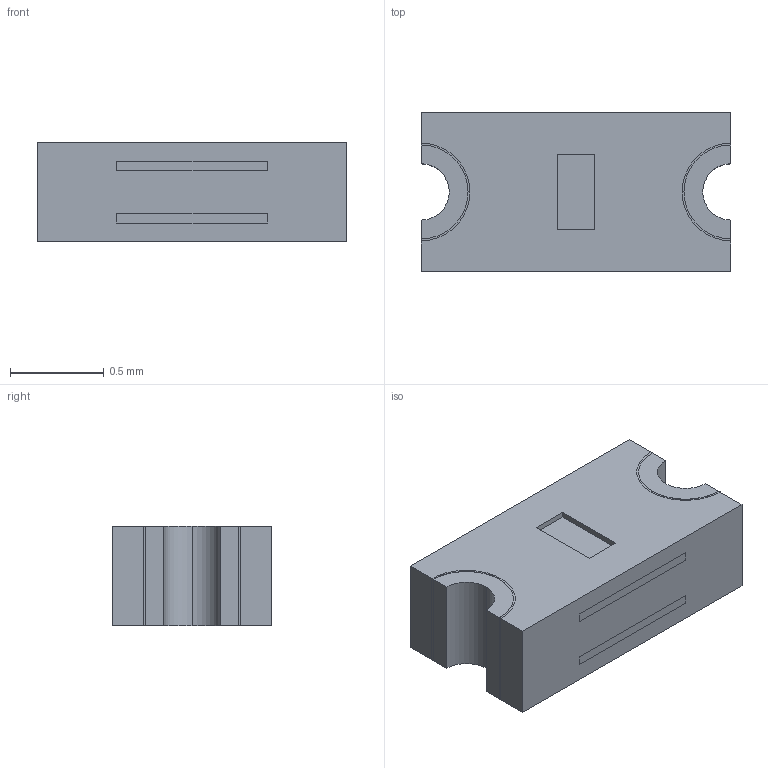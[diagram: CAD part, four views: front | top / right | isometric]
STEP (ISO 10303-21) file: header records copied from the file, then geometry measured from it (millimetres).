
FILE_DESCRIPTION (( 'STEP AP214' ), '1' );
FILE_NAME ('User Library-MF-FSMF020X_FUSE0603.STEP', '2021-05-07T22:43:52', ( '' ), ( '' ), 'SwSTEP 2.0', 'SolidWorks 2020', '' );
FILE_SCHEMA (( 'AUTOMOTIVE_DESIGN' ));
Length unit declared in the file: millimetre
Products named in the file (1): User Library-MF-FSMF020X_FUSE0603
Bounding box: 1.65 x 0.85 x 0.53 mm (x, y, z)
Volume: 0.7 mm3; surface area: 8.9 mm2
Topology: 5 solids, 5 shells, 47 faces, 112 edges, 80 vertices
Faces by surface type: plane 33, cylinder 14
Entity records: 1705 total; most frequent: CARTESIAN_POINT 240, DIRECTION 236, ORIENTED_EDGE 224, EDGE_CURVE 112, LINE 84, VECTOR 84, VERTEX_POINT 80, AXIS2_PLACEMENT_3D 76
